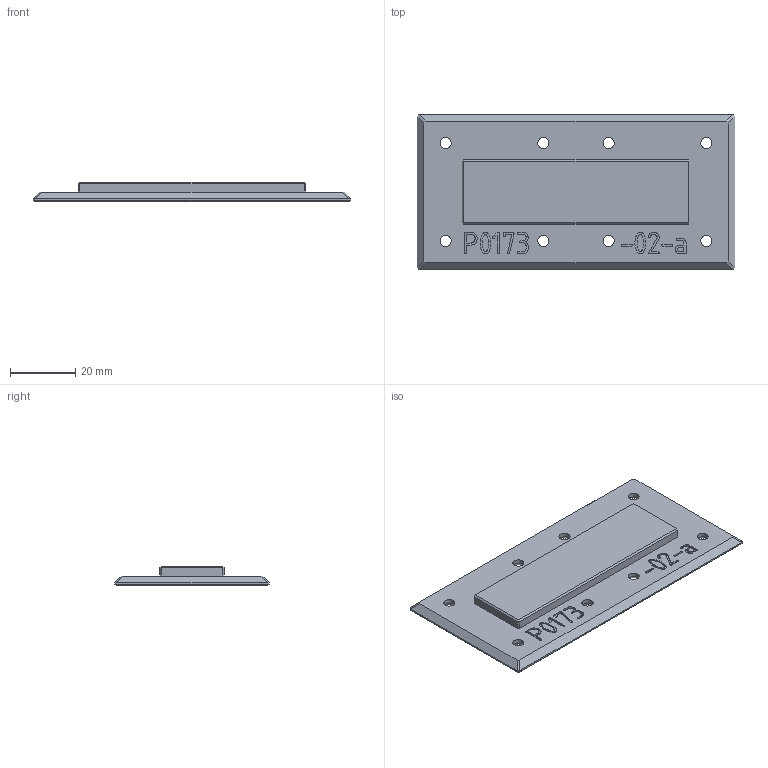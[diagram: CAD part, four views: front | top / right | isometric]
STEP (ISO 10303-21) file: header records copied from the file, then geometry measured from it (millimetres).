
FILE_DESCRIPTION(('FreeCAD Model'),'2;1');
FILE_NAME('Open CASCADE Shape Model','2023-10-14T21:00:37',(''),(''), 'Open CASCADE STEP processor 7.6','FreeCAD','Unknown');
FILE_SCHEMA(('AUTOMOTIVE_DESIGN { 1 0 10303 214 1 1 1 1 }'));
Length unit declared in the file: millimetre
Products named in the file (1): P0173-02-a_Grundplatte_100_50
Bounding box: 97.6 x 47.6 x 6 mm (x, y, z)
Volume: 17046.1 mm3; surface area: 10372.4 mm2
Topology: 1 solids, 1 shells, 253 faces, 668 edges, 432 vertices
Faces by surface type: extrusion 146, plane 87, cylinder 8, cone 8, bspline 4
Full cylindrical faces by diameter (mm): 3.4 x8
Entity records: 17060 total; most frequent: CARTESIAN_POINT 4654, DIRECTION 1758, VECTOR 1494, LINE 1348, ORIENTED_EDGE 1336, PCURVE 1336, DEFINITIONAL_REPRESENTATION 1336, B_SPLINE_CURVE_WITH_KNOTS 762
